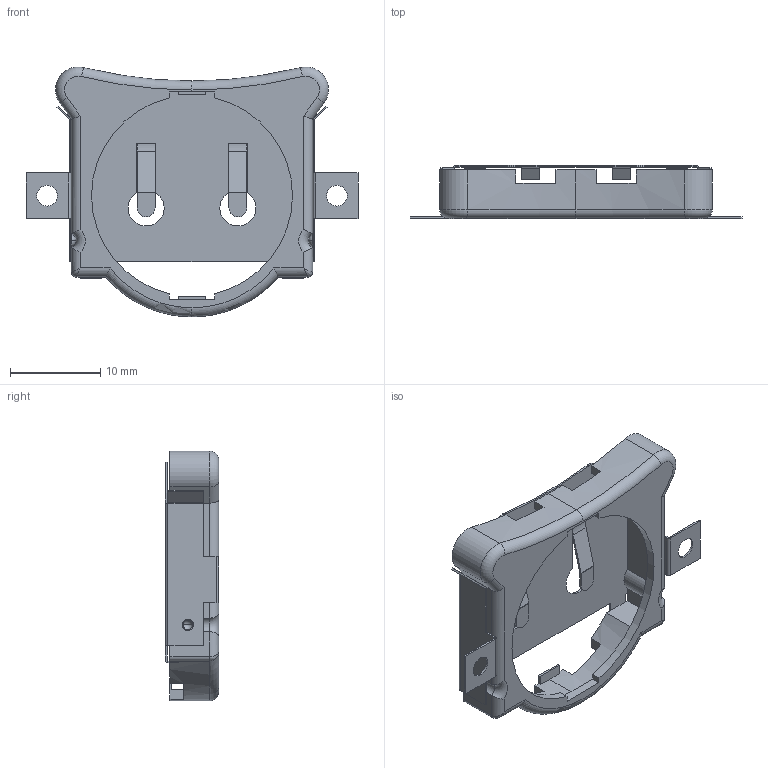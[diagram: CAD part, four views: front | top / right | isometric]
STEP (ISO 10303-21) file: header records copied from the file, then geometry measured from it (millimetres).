
FILE_DESCRIPTION (( 'STEP AP214' ), '1' );
FILE_NAME ('BHX1-2450-SM - edit 13-7.STEP', '2020-07-13T16:37:43', ( '' ), ( '' ), 'SwSTEP 2.0', 'SolidWorks 2017', '' );
FILE_SCHEMA (( 'AUTOMOTIVE_DESIGN' ));
Length unit declared in the file: millimetre
Products named in the file (1): BHX1-2450-SM - edit 13-7
Bounding box: 36.73 x 5.92 x 27.63 mm (x, y, z)
Volume: 815.7 mm3; surface area: 3027 mm2
Topology: 2 solids, 2 shells, 244 faces, 594 edges, 356 vertices
Faces by surface type: plane 153, cylinder 65, torus 16, sphere 8, bspline 2
Entity records: 7155 total; most frequent: CARTESIAN_POINT 1315, DIRECTION 1246, ORIENTED_EDGE 1184, EDGE_CURVE 592, AXIS2_PLACEMENT_3D 423, LINE 400, VECTOR 400, VERTEX_POINT 356
